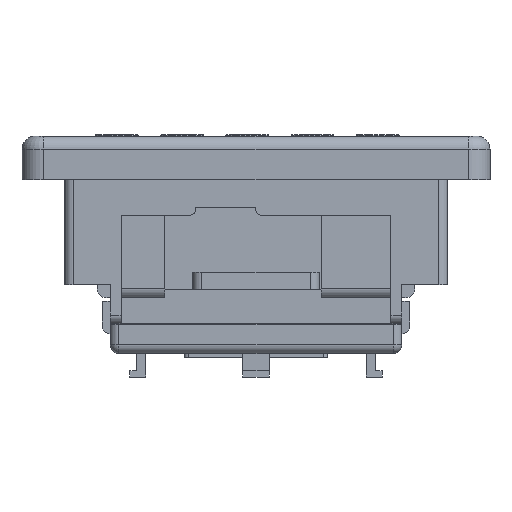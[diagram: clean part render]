
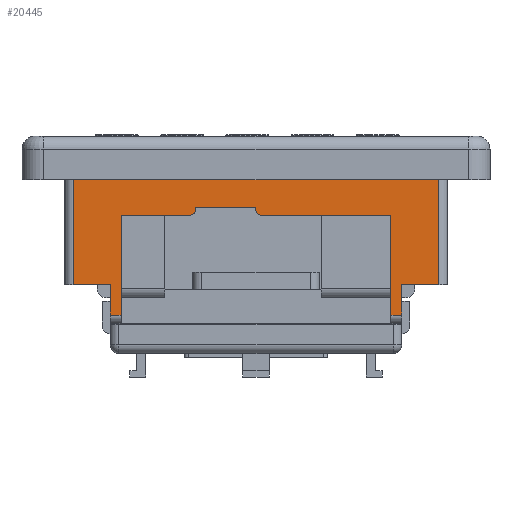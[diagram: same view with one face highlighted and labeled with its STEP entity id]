
A CAD part, left-side view. The second image highlights one B-rep face of the part: STEP entity #20445.
In plain terms, the highlighted planar face has unit normal (-1, 0, 0).
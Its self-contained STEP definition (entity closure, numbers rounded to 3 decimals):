
#6060 = EDGE_CURVE ( 'NONE', #6062, #6064, #9073, .T. ) ;
#6062 = VERTEX_POINT ( 'NONE', #9069 ) ;
#6064 = VERTEX_POINT ( 'NONE', #9068 ) ;
#6187 = DIRECTION ( 'NONE',  ( 0., 0., -1. ) ) ;
#6189 = VECTOR ( 'NONE', #6187, 1000. ) ;
#6191 = CARTESIAN_POINT ( 'NONE',  ( -93.95, 42.05, -24.15 ) ) ;
#6194 = LINE ( 'NONE', #6191, #6189 ) ;
#6210 = DIRECTION ( 'NONE',  ( 0., 0., 1. ) ) ;
#6211 = VECTOR ( 'NONE', #6210, 1000. ) ;
#6213 = CARTESIAN_POINT ( 'NONE',  ( -93.95, -42.05, -24.15 ) ) ;
#6222 = LINE ( 'NONE', #6213, #6211 ) ;
#6254 = EDGE_CURVE ( 'NONE', #6359, #6255, #9250, .T. ) ;
#6255 = VERTEX_POINT ( 'NONE', #9308 ) ;
#6275 = DIRECTION ( 'NONE',  ( 0., -1., 0. ) ) ;
#6277 = VECTOR ( 'NONE', #6275, 1000. ) ;
#6279 = CARTESIAN_POINT ( 'NONE',  ( -93.95, 31., -31.15 ) ) ;
#6281 = LINE ( 'NONE', #6279, #6277 ) ;
#6285 = DIRECTION ( 'NONE',  ( 0., 1., 0. ) ) ;
#6287 = VECTOR ( 'NONE', #6285, 1000. ) ;
#6289 = CARTESIAN_POINT ( 'NONE',  ( -93.95, 14., -6.45 ) ) ;
#6291 = LINE ( 'NONE', #6289, #6287 ) ;
#6306 = VERTEX_POINT ( 'NONE', #9315 ) ;
#6305 = CARTESIAN_POINT ( 'NONE',  ( -93.95, 0., -7.15 ) ) ;
#6308 = CARTESIAN_POINT ( 'NONE',  ( -93.95, 0., -6.45 ) ) ;
#6309 = EDGE_CURVE ( 'NONE', #6306, #6311, #9314, .T. ) ;
#6310 = CARTESIAN_POINT ( 'NONE',  ( -93.95, -33.5, -31.15 ) ) ;
#6311 = VERTEX_POINT ( 'NONE', #9310 ) ;
#6313 = DIRECTION ( 'NONE',  ( 0., 0., 1. ) ) ;
#6314 = VECTOR ( 'NONE', #6313, 1000. ) ;
#6316 = CARTESIAN_POINT ( 'NONE',  ( -93.95, 0., -8.15 ) ) ;
#6318 = LINE ( 'NONE', #6316, #6314 ) ;
#6322 = DIRECTION ( 'NONE',  ( 0., -1., 0. ) ) ;
#6324 = VECTOR ( 'NONE', #6322, 1000. ) ;
#6326 = CARTESIAN_POINT ( 'NONE',  ( -93.95, 57.926, -8.15 ) ) ;
#6327 = LINE ( 'NONE', #6326, #6324 ) ;
#6359 = VERTEX_POINT ( 'NONE', #9394 ) ;
#6362 = DIRECTION ( 'NONE',  ( 0., 0., -1. ) ) ;
#6364 = DIRECTION ( 'NONE',  ( -1., 0., 0. ) ) ;
#6366 = AXIS2_PLACEMENT_3D ( 'NONE', #6378, #6364, #6362 ) ;
#6367 = CIRCLE ( 'NONE', #6366, 1. ) ;
#6378 = CARTESIAN_POINT ( 'NONE',  ( -93.95, -1., -7.15 ) ) ;
#6556 = CARTESIAN_POINT ( 'NONE',  ( -93.95, 15., -7.15 ) ) ;
#6557 = CIRCLE ( 'NONE', #6700, 1. ) ;
#6563 = CARTESIAN_POINT ( 'NONE',  ( -93.95, 14., -6.45 ) ) ;
#6565 = DIRECTION ( 'NONE',  ( 0., 0., -1. ) ) ;
#6567 = VECTOR ( 'NONE', #6565, 1000. ) ;
#6569 = CARTESIAN_POINT ( 'NONE',  ( -93.95, 14., -8.15 ) ) ;
#6580 = LINE ( 'NONE', #6569, #6567 ) ;
#6615 = DIRECTION ( 'NONE',  ( 0., 0., 1. ) ) ;
#6616 = VECTOR ( 'NONE', #6615, 1000. ) ;
#6618 = CARTESIAN_POINT ( 'NONE',  ( -93.95, -33.5, -33.15 ) ) ;
#6619 = LINE ( 'NONE', #6618, #6616 ) ;
#6647 = DIRECTION ( 'NONE',  ( 0., -1., 0. ) ) ;
#6648 = VECTOR ( 'NONE', #6647, 1000. ) ;
#6650 = CARTESIAN_POINT ( 'NONE',  ( -93.95, -33.5, -31.15 ) ) ;
#6651 = LINE ( 'NONE', #6650, #6648 ) ;
#6658 = CARTESIAN_POINT ( 'NONE',  ( -93.95, 14., -7.15 ) ) ;
#6661 = CARTESIAN_POINT ( 'NONE',  ( -93.95, 15., -8.15 ) ) ;
#6673 = DIRECTION ( 'NONE',  ( 0., 0., -1. ) ) ;
#6675 = DIRECTION ( 'NONE',  ( 1., 0., 0. ) ) ;
#6676 = CARTESIAN_POINT ( 'NONE',  ( -93.95, -44.05, -24.15 ) ) ;
#6678 = AXIS2_PLACEMENT_3D ( 'NONE', #6676, #6675, #6673 ) ;
#6679 = PLANE ( 'NONE',  #6678 ) ;
#6685 = FACE_OUTER_BOUND ( 'NONE', #19094, .T. ) ;
#6697 = DIRECTION ( 'NONE',  ( 0., 0., -1. ) ) ;
#6699 = DIRECTION ( 'NONE',  ( -1., 0., 0. ) ) ;
#6700 = AXIS2_PLACEMENT_3D ( 'NONE', #6556, #6699, #6697 ) ;
#6711 = EDGE_CURVE ( 'NONE', #6712, #6713, #9738, .T. ) ;
#6712 = VERTEX_POINT ( 'NONE', #9734 ) ;
#6713 = VERTEX_POINT ( 'NONE', #9733 ) ;
#6817 = VERTEX_POINT ( 'NONE', #9875 ) ;
#6823 = EDGE_CURVE ( 'NONE', #6817, #6064, #9874, .T. ) ;
#9068 = CARTESIAN_POINT ( 'NONE',  ( -93.95, -31., -8.15 ) ) ;
#9069 = CARTESIAN_POINT ( 'NONE',  ( -93.95, -1., -8.15 ) ) ;
#9070 = DIRECTION ( 'NONE',  ( 0., -1., 0. ) ) ;
#9071 = VECTOR ( 'NONE', #9070, 1000. ) ;
#9072 = CARTESIAN_POINT ( 'NONE',  ( -93.95, 57.926, -8.15 ) ) ;
#9073 = LINE ( 'NONE', #9072, #9071 ) ;
#9248 = VECTOR ( 'NONE', #9309, 1000. ) ;
#9249 = CARTESIAN_POINT ( 'NONE',  ( -93.95, -44.05, -24.15 ) ) ;
#9250 = LINE ( 'NONE', #9249, #9248 ) ;
#9308 = CARTESIAN_POINT ( 'NONE',  ( -93.95, -33.5, -24.15 ) ) ;
#9309 = DIRECTION ( 'NONE',  ( 0., 1., 0. ) ) ;
#9310 = CARTESIAN_POINT ( 'NONE',  ( -93.95, 33.5, -24.15 ) ) ;
#9311 = DIRECTION ( 'NONE',  ( 0., 0., 1. ) ) ;
#9312 = VECTOR ( 'NONE', #9311, 1000. ) ;
#9313 = CARTESIAN_POINT ( 'NONE',  ( -93.95, 33.5, -33.15 ) ) ;
#9314 = LINE ( 'NONE', #9313, #9312 ) ;
#9315 = CARTESIAN_POINT ( 'NONE',  ( -93.95, 33.5, -31.15 ) ) ;
#9394 = CARTESIAN_POINT ( 'NONE',  ( -93.95, -42.05, -24.15 ) ) ;
#9733 = CARTESIAN_POINT ( 'NONE',  ( -93.95, 31., -8.15 ) ) ;
#9734 = CARTESIAN_POINT ( 'NONE',  ( -93.95, 31., -31.15 ) ) ;
#9735 = DIRECTION ( 'NONE',  ( 0., 0., 1. ) ) ;
#9736 = VECTOR ( 'NONE', #9735, 1000. ) ;
#9737 = CARTESIAN_POINT ( 'NONE',  ( -93.95, 31., -33.15 ) ) ;
#9738 = LINE ( 'NONE', #9737, #9736 ) ;
#9871 = DIRECTION ( 'NONE',  ( 0., 0., 1. ) ) ;
#9872 = VECTOR ( 'NONE', #9871, 1000. ) ;
#9873 = CARTESIAN_POINT ( 'NONE',  ( -93.95, -31., -33.15 ) ) ;
#9874 = LINE ( 'NONE', #9873, #9872 ) ;
#9875 = CARTESIAN_POINT ( 'NONE',  ( -93.95, -31., -31.15 ) ) ;
#12457 = DIRECTION ( 'NONE',  ( 0., 1., 0. ) ) ;
#12458 = VECTOR ( 'NONE', #12457, 1000. ) ;
#12459 = CARTESIAN_POINT ( 'NONE',  ( -93.95, -44.05, -24.15 ) ) ;
#12465 = LINE ( 'NONE', #12459, #12458 ) ;
#12668 = CARTESIAN_POINT ( 'NONE',  ( -93.95, 42.05, -24.15 ) ) ;
#12941 = CARTESIAN_POINT ( 'NONE',  ( -93.95, -42.05, 7.25 ) ) ;
#12942 = DIRECTION ( 'NONE',  ( 0., 1., 0. ) ) ;
#12943 = VECTOR ( 'NONE', #12942, 1000. ) ;
#12945 = CARTESIAN_POINT ( 'NONE',  ( -93.95, -44.05, 7.25 ) ) ;
#12946 = LINE ( 'NONE', #12945, #12943 ) ;
#12963 = CARTESIAN_POINT ( 'NONE',  ( -93.95, 42.05, 7.25 ) ) ;
#19094 = EDGE_LOOP ( 'NONE', ( #20425, #20440, #20438, #20435, #20349, #20355, #20331, #20336, #20451, #20430, #20443, #20318, #20431, #20432, #20335, #20334, #20333, #20319 ) ) ;
#20317 = EDGE_CURVE ( 'NONE', #6359, #20991, #6222, .T. ) ;
#20318 = ORIENTED_EDGE ( 'NONE', *, *, #20317, .T. ) ;
#20319 = ORIENTED_EDGE ( 'NONE', *, *, #6711, .T. ) ;
#20321 = EDGE_CURVE ( 'NONE', #20986, #20882, #6194, .T. ) ;
#20328 = EDGE_CURVE ( 'NONE', #6713, #20449, #6327, .T. ) ;
#20330 = EDGE_CURVE ( 'NONE', #20338, #20337, #6318, .T. ) ;
#20331 = ORIENTED_EDGE ( 'NONE', *, *, #6060, .T. ) ;
#20332 = VERTEX_POINT ( 'NONE', #6310 ) ;
#20333 = ORIENTED_EDGE ( 'NONE', *, *, #20341, .T. ) ;
#20334 = ORIENTED_EDGE ( 'NONE', *, *, #6309, .F. ) ;
#20335 = ORIENTED_EDGE ( 'NONE', *, *, #20816, .F. ) ;
#20336 = ORIENTED_EDGE ( 'NONE', *, *, #6823, .F. ) ;
#20337 = VERTEX_POINT ( 'NONE', #6308 ) ;
#20338 = VERTEX_POINT ( 'NONE', #6305 ) ;
#20340 = EDGE_CURVE ( 'NONE', #20337, #20439, #6291, .T. ) ;
#20341 = EDGE_CURVE ( 'NONE', #6306, #6712, #6281, .T. ) ;
#20349 = ORIENTED_EDGE ( 'NONE', *, *, #20330, .F. ) ;
#20355 = ORIENTED_EDGE ( 'NONE', *, *, #20358, .T. ) ;
#20358 = EDGE_CURVE ( 'NONE', #20338, #6062, #6367, .T. ) ;
#20424 = EDGE_CURVE ( 'NONE', #20332, #6255, #6619, .T. ) ;
#20425 = ORIENTED_EDGE ( 'NONE', *, *, #20328, .T. ) ;
#20430 = ORIENTED_EDGE ( 'NONE', *, *, #20424, .T. ) ;
#20431 = ORIENTED_EDGE ( 'NONE', *, *, #20990, .T. ) ;
#20432 = ORIENTED_EDGE ( 'NONE', *, *, #20321, .T. ) ;
#20435 = ORIENTED_EDGE ( 'NONE', *, *, #20340, .F. ) ;
#20436 = EDGE_CURVE ( 'NONE', #20439, #20450, #6580, .T. ) ;
#20438 = ORIENTED_EDGE ( 'NONE', *, *, #20436, .F. ) ;
#20439 = VERTEX_POINT ( 'NONE', #6563 ) ;
#20440 = ORIENTED_EDGE ( 'NONE', *, *, #20441, .T. ) ;
#20441 = EDGE_CURVE ( 'NONE', #20449, #20450, #6557, .T. ) ;
#20443 = ORIENTED_EDGE ( 'NONE', *, *, #6254, .F. ) ;
#20445 = ADVANCED_FACE ( 'NONE', ( #6685 ), #6679, .F. ) ;
#20449 = VERTEX_POINT ( 'NONE', #6661 ) ;
#20450 = VERTEX_POINT ( 'NONE', #6658 ) ;
#20451 = ORIENTED_EDGE ( 'NONE', *, *, #20452, .T. ) ;
#20452 = EDGE_CURVE ( 'NONE', #6817, #20332, #6651, .T. ) ;
#20816 = EDGE_CURVE ( 'NONE', #6311, #20882, #12465, .T. ) ;
#20882 = VERTEX_POINT ( 'NONE', #12668 ) ;
#20986 = VERTEX_POINT ( 'NONE', #12963 ) ;
#20990 = EDGE_CURVE ( 'NONE', #20991, #20986, #12946, .T. ) ;
#20991 = VERTEX_POINT ( 'NONE', #12941 ) ;
